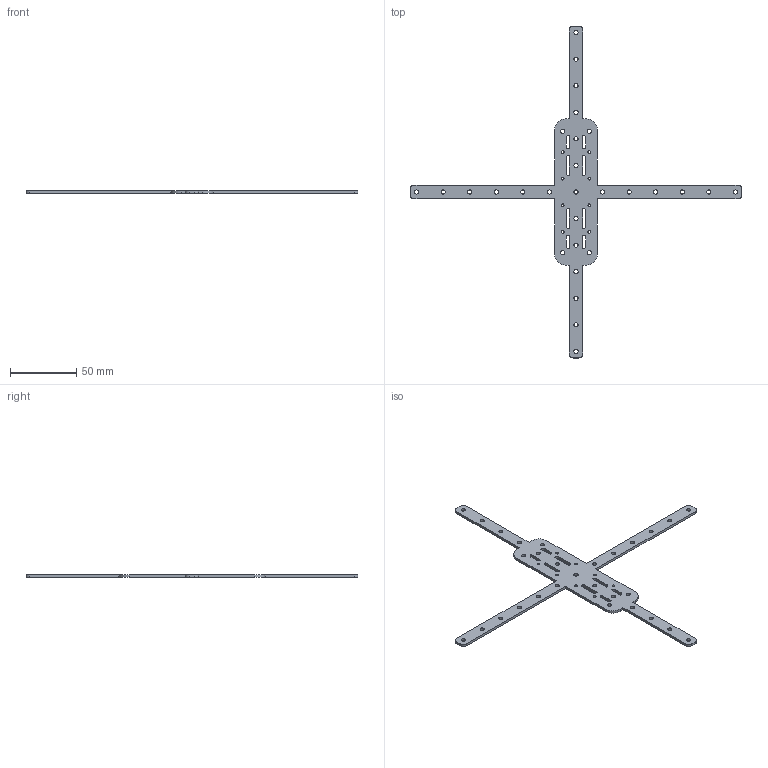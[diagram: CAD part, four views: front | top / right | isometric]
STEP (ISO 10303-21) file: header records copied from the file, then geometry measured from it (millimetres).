
FILE_DESCRIPTION(/* description */ (''),/* implementation_level */ '2;1');
FILE_NAME(/* name */ 'GLDrone v44.step',/* time_stamp */ '2021-11-21T12:11:24+08:00',/* author */ (''),/* organization */ (''),/* preprocessor_version */ 'ST-DEVELOPER v18.1',/* originating_system */ 'Autodesk Translation Framework v10.10.0.1391',/* authorisation */ '');
FILE_SCHEMA (('AUTOMOTIVE_DESIGN { 1 0 10303 214 3 1 1 }'));
Length unit declared in the file: millimetre
Products named in the file (2): GLDrone; 零部件11
Assembly tree (1 placements, depth 2):
  GLDrone
    零部件11
Bounding box: 250 x 250 x 2 mm (x, y, z)
Volume: 13094 mm3; surface area: 16166.4 mm2
Topology: 1 solids, 1 shells, 119 faces, 351 edges, 234 vertices
Faces by surface type: cylinder 65, plane 54
Full cylindrical faces by diameter (mm): 2.05 x8, 3.1 x29
Entity records: 4248 total; most frequent: DIRECTION 725, CARTESIAN_POINT 707, ORIENTED_EDGE 702, EDGE_CURVE 351, AXIS2_PLACEMENT_3D 252, VERTEX_POINT 234, LINE 221, VECTOR 221
